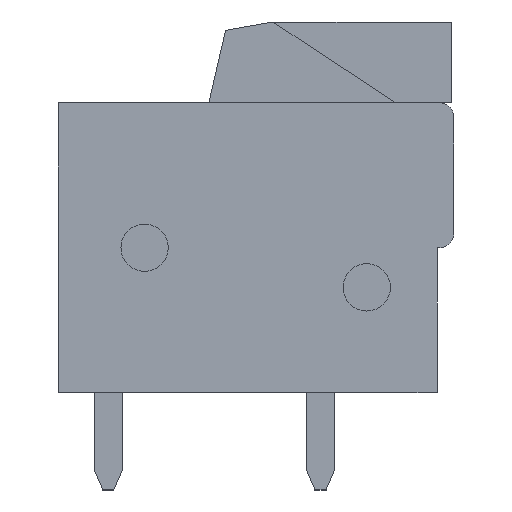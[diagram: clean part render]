
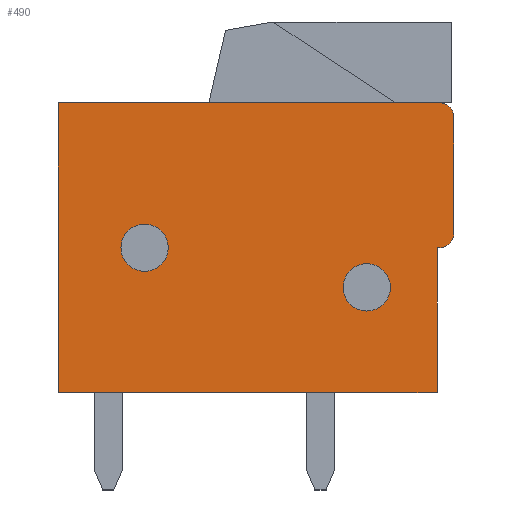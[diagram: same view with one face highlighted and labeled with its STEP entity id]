
A CAD part, left-side view. The second image highlights one B-rep face of the part: STEP entity #490.
In plain terms, the highlighted planar face has unit normal (-1, 0, 0).
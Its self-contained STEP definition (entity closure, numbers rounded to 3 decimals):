
#490 = ADVANCED_FACE( '', ( #1027, #1028, #1029 ), #1030, .T. );
#1027 = FACE_BOUND( '', #1665, .T. );
#1028 = FACE_OUTER_BOUND( '', #1666, .T. );
#1029 = FACE_BOUND( '', #1667, .T. );
#1030 = PLANE( '', #1668 );
#1665 = EDGE_LOOP( '', ( #2607 ) );
#1666 = EDGE_LOOP( '', ( #2608, #2609, #2610, #2611, #2612, #2613, #2614, #2615 ) );
#1667 = EDGE_LOOP( '', ( #2616 ) );
#1668 = AXIS2_PLACEMENT_3D( '', #2617, #2618, #2619 );
#2607 = ORIENTED_EDGE( '', *, *, #4012, .T. );
#2608 = ORIENTED_EDGE( '', *, *, #4202, .T. );
#2609 = ORIENTED_EDGE( '', *, *, #3912, .T. );
#2610 = ORIENTED_EDGE( '', *, *, #3972, .T. );
#2611 = ORIENTED_EDGE( '', *, *, #4203, .T. );
#2612 = ORIENTED_EDGE( '', *, *, #4204, .T. );
#2613 = ORIENTED_EDGE( '', *, *, #4205, .T. );
#2614 = ORIENTED_EDGE( '', *, *, #4206, .T. );
#2615 = ORIENTED_EDGE( '', *, *, #4207, .T. );
#2616 = ORIENTED_EDGE( '', *, *, #4208, .T. );
#2617 = CARTESIAN_POINT( '', ( -2.5, 0., 0. ) );
#2618 = DIRECTION( '', ( -1., 0., 0. ) );
#2619 = DIRECTION( '', ( 0., 0., 1. ) );
#3912 = EDGE_CURVE( '', #4621, #4619, #4622, .T. );
#3972 = EDGE_CURVE( '', #4619, #4728, #4729, .T. );
#4012 = EDGE_CURVE( '', #4798, #4798, #4799, .T. );
#4202 = EDGE_CURVE( '', #5110, #4621, #5111, .T. );
#4203 = EDGE_CURVE( '', #4728, #5112, #5113, .T. );
#4204 = EDGE_CURVE( '', #5112, #5114, #5115, .T. );
#4205 = EDGE_CURVE( '', #5114, #5116, #5117, .T. );
#4206 = EDGE_CURVE( '', #5116, #5118, #5119, .T. );
#4207 = EDGE_CURVE( '', #5118, #5110, #5120, .T. );
#4208 = EDGE_CURVE( '', #5121, #5121, #5122, .T. );
#4619 = VERTEX_POINT( '', #5662 );
#4621 = VERTEX_POINT( '', #5665 );
#4622 = CIRCLE( '', #5666, 0.5 );
#4728 = VERTEX_POINT( '', #5816 );
#4729 = LINE( '', #5817, #5818 );
#4798 = VERTEX_POINT( '', #5915 );
#4799 = CIRCLE( '', #5916, 0.85 );
#5110 = VERTEX_POINT( '', #6359 );
#5111 = LINE( '', #6360, #6361 );
#5112 = VERTEX_POINT( '', #6362 );
#5113 = CIRCLE( '', #6363, 0.5 );
#5114 = VERTEX_POINT( '', #6364 );
#5115 = LINE( '', #6365, #6366 );
#5116 = VERTEX_POINT( '', #6367 );
#5117 = LINE( '', #6368, #6369 );
#5118 = VERTEX_POINT( '', #6370 );
#5119 = LINE( '', #6371, #6372 );
#5120 = LINE( '', #6373, #6374 );
#5121 = VERTEX_POINT( '', #6375 );
#5122 = CIRCLE( '', #6376, 0.85 );
#5662 = CARTESIAN_POINT( '', ( -2.5, -7.1, 0.5 ) );
#5665 = CARTESIAN_POINT( '', ( -2.5, -6.6, 0. ) );
#5666 = AXIS2_PLACEMENT_3D( '', #7128, #7129, #7130 );
#5816 = CARTESIAN_POINT( '', ( -2.5, -7.1, 4.7 ) );
#5817 = CARTESIAN_POINT( '', ( -2.5, -7.1, 0. ) );
#5818 = VECTOR( '', #7187, 1000. );
#5915 = CARTESIAN_POINT( '', ( -2.5, 3.15, 0. ) );
#5916 = AXIS2_PLACEMENT_3D( '', #7228, #7229, #7230 );
#6359 = CARTESIAN_POINT( '', ( -2.5, -6.5, 0. ) );
#6360 = CARTESIAN_POINT( '', ( -2.5, -6.5, 0. ) );
#6361 = VECTOR( '', #7429, 1000. );
#6362 = CARTESIAN_POINT( '', ( -2.5, -6.6, 5.2 ) );
#6363 = AXIS2_PLACEMENT_3D( '', #7430, #7431, #7432 );
#6364 = CARTESIAN_POINT( '', ( -2.5, 7.1, 5.2 ) );
#6365 = CARTESIAN_POINT( '', ( -2.5, -7.1, 5.2 ) );
#6366 = VECTOR( '', #7433, 1000. );
#6367 = CARTESIAN_POINT( '', ( -2.5, 7.1, -5.2 ) );
#6368 = CARTESIAN_POINT( '', ( -2.5, 7.1, 5.2 ) );
#6369 = VECTOR( '', #7434, 1000. );
#6370 = CARTESIAN_POINT( '', ( -2.5, -6.5, -5.2 ) );
#6371 = CARTESIAN_POINT( '', ( -2.5, 7.1, -5.2 ) );
#6372 = VECTOR( '', #7435, 1000. );
#6373 = CARTESIAN_POINT( '', ( -2.5, -6.5, -5.2 ) );
#6374 = VECTOR( '', #7436, 1000. );
#6375 = CARTESIAN_POINT( '', ( -2.5, -4.825, -1.425 ) );
#6376 = AXIS2_PLACEMENT_3D( '', #7437, #7438, #7439 );
#7128 = CARTESIAN_POINT( '', ( -2.5, -6.6, 0.5 ) );
#7129 = DIRECTION( '', ( -1., 0., 0. ) );
#7130 = DIRECTION( '', ( 0., 0., 1. ) );
#7187 = DIRECTION( '', ( 0., 0., 1. ) );
#7228 = CARTESIAN_POINT( '', ( -2.5, 4., 0. ) );
#7229 = DIRECTION( '', ( 1., 0., 0. ) );
#7230 = DIRECTION( '', ( 0., -1., 0. ) );
#7429 = DIRECTION( '', ( 0., -1., 0. ) );
#7430 = CARTESIAN_POINT( '', ( -2.5, -6.6, 4.7 ) );
#7431 = DIRECTION( '', ( -1., 0., 0. ) );
#7432 = DIRECTION( '', ( 0., 0., 1. ) );
#7433 = DIRECTION( '', ( 0., 1., 0. ) );
#7434 = DIRECTION( '', ( 0., 0., -1. ) );
#7435 = DIRECTION( '', ( 0., -1., 0. ) );
#7436 = DIRECTION( '', ( 0., 0., 1. ) );
#7437 = CARTESIAN_POINT( '', ( -2.5, -3.975, -1.425 ) );
#7438 = DIRECTION( '', ( 1., 0., 0. ) );
#7439 = DIRECTION( '', ( 0., -1., 0. ) );
